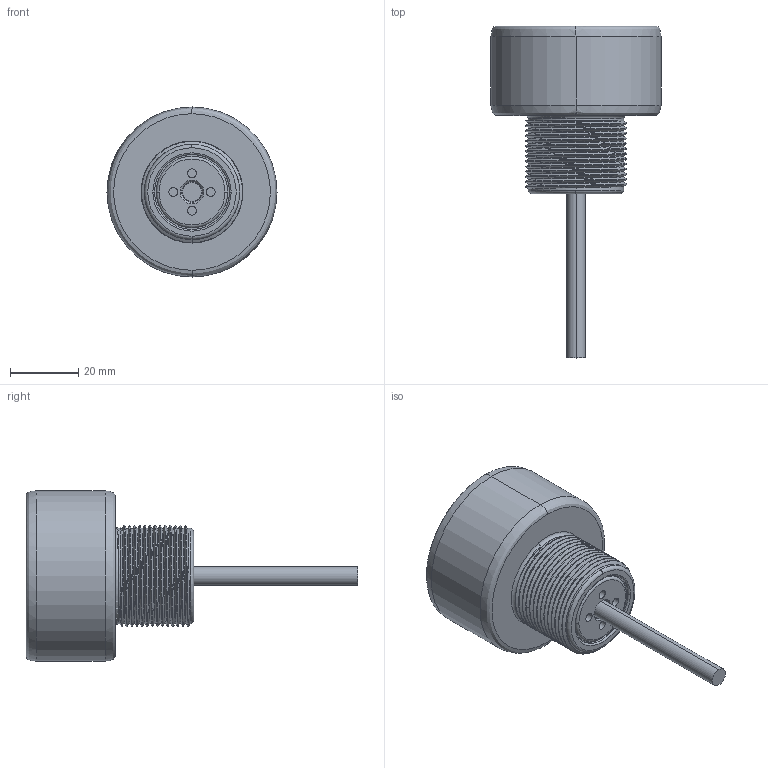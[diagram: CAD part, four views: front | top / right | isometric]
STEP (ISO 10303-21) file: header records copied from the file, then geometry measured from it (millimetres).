
FILE_DESCRIPTION((''),'2;1');
FILE_NAME('158611_SW','2012-01-12T',('banengservice'),('BANNER ENGINEERING'),'PRO/ENGINEER BY PARAMETRIC TECHNOLOGY CORPORATION, 2009141','PRO/ENGINEER BY PARAMETRIC TECHNOLOGY CORPORATION, 2009141','');
FILE_SCHEMA(('CONFIG_CONTROL_DESIGN'));
Length unit declared in the file: inch
Products named in the file (1): 158611_SW
Bounding box: 50 x 97.55 x 50 mm (x, y, z)
Volume: 37845.1 mm3; surface area: 21009.5 mm2
Topology: 3 solids, 3 shells, 171 faces, 398 edges, 248 vertices
Faces by surface type: cylinder 86, plane 31, torus 24, bspline 22, cone 8
Entity records: 13547 total; most frequent: CARTESIAN_POINT 9747, ORIENTED_EDGE 792, DIRECTION 756, EDGE_CURVE 396, AXIS2_PLACEMENT_3D 318, VERTEX_POINT 248, EDGE_LOOP 192, FACE_OUTER_BOUND 171
